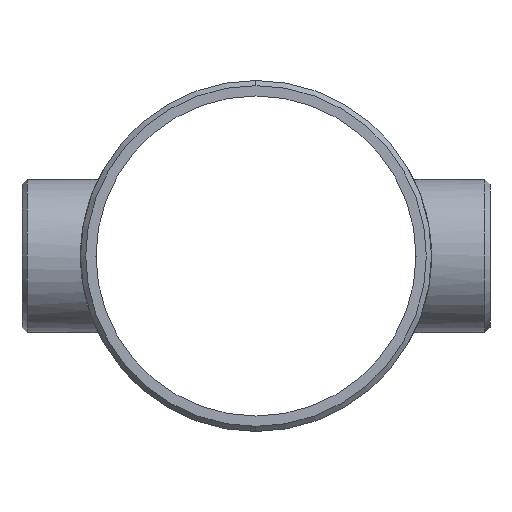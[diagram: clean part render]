
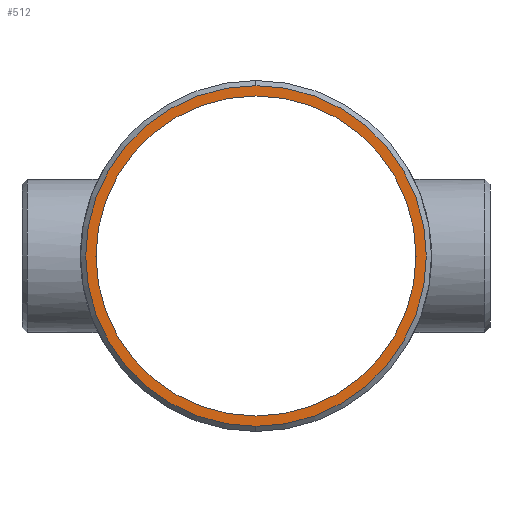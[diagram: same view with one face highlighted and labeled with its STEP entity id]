
A CAD part, left-side view. The second image highlights one B-rep face of the part: STEP entity #512.
In plain terms, the highlighted planar face has unit normal (-1, 0, 0).
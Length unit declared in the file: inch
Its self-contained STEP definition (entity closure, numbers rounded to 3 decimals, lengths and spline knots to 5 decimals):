
#59 = ORIENTED_EDGE ( 'NONE', *, *, #819, .T. ) ;
#142 = AXIS2_PLACEMENT_3D ( 'NONE', #869, #1078, #775 ) ;
#238 = DIRECTION ( 'NONE',  ( 0., 0., 1. ) ) ;
#240 = ORIENTED_EDGE ( 'NONE', *, *, #613, .T. ) ;
#364 = EDGE_CURVE ( 'NONE', #719, #1026, #1019, .T. ) ;
#381 = ORIENTED_EDGE ( 'NONE', *, *, #364, .T. ) ;
#422 = CARTESIAN_POINT ( 'NONE',  ( -10., 0., 0. ) ) ;
#445 = EDGE_CURVE ( 'NONE', #1026, #719, #686, .T. ) ;
#475 = DIRECTION ( 'NONE',  ( 0., 0., -1. ) ) ;
#512 = ADVANCED_FACE ( 'NONE', ( #760, #1168 ), #947, .T. ) ;
#540 = VERTEX_POINT ( 'NONE', #1086 ) ;
#550 = DIRECTION ( 'NONE',  ( 1., 0., 0. ) ) ;
#584 = CARTESIAN_POINT ( 'NONE',  ( -10., 0., -5.813 ) ) ;
#604 = CARTESIAN_POINT ( 'NONE',  ( -10., 0., 0. ) ) ;
#613 = EDGE_CURVE ( 'NONE', #1054, #540, #1230, .T. ) ;
#624 = DIRECTION ( 'NONE',  ( 1., 0., 0. ) ) ;
#646 = ORIENTED_EDGE ( 'NONE', *, *, #445, .T. ) ;
#665 = CARTESIAN_POINT ( 'NONE',  ( -10., 0., 0. ) ) ;
#686 = CIRCLE ( 'NONE', #852, 5.813 ) ;
#699 = DIRECTION ( 'NONE',  ( -1., 0., 0. ) ) ;
#719 = VERTEX_POINT ( 'NONE', #1167 ) ;
#760 = FACE_OUTER_BOUND ( 'NONE', #913, .T. ) ;
#775 = DIRECTION ( 'NONE',  ( 0., 0., 1. ) ) ;
#819 = EDGE_CURVE ( 'NONE', #540, #1054, #887, .T. ) ;
#852 = AXIS2_PLACEMENT_3D ( 'NONE', #1161, #550, #1270 ) ;
#864 = DIRECTION ( 'NONE',  ( -1., 0., 0. ) ) ;
#869 = CARTESIAN_POINT ( 'NONE',  ( -10., 0., 0. ) ) ;
#887 = CIRCLE ( 'NONE', #142, 6.18767 ) ;
#913 = EDGE_LOOP ( 'NONE', ( #240, #59 ) ) ;
#947 = PLANE ( 'NONE',  #1060 ) ;
#990 = AXIS2_PLACEMENT_3D ( 'NONE', #604, #699, #1103 ) ;
#1019 = CIRCLE ( 'NONE', #1197, 5.813 ) ;
#1026 = VERTEX_POINT ( 'NONE', #584 ) ;
#1054 = VERTEX_POINT ( 'NONE', #1286 ) ;
#1060 = AXIS2_PLACEMENT_3D ( 'NONE', #665, #864, #475 ) ;
#1078 = DIRECTION ( 'NONE',  ( -1., 0., 0. ) ) ;
#1086 = CARTESIAN_POINT ( 'NONE',  ( -10., 0., 6.18767 ) ) ;
#1103 = DIRECTION ( 'NONE',  ( 0., 0., 1. ) ) ;
#1139 = EDGE_LOOP ( 'NONE', ( #381, #646 ) ) ;
#1161 = CARTESIAN_POINT ( 'NONE',  ( -10., 0., 0. ) ) ;
#1167 = CARTESIAN_POINT ( 'NONE',  ( -10., 0., 5.813 ) ) ;
#1168 = FACE_BOUND ( 'NONE', #1139, .T. ) ;
#1197 = AXIS2_PLACEMENT_3D ( 'NONE', #422, #624, #238 ) ;
#1230 = CIRCLE ( 'NONE', #990, 6.18767 ) ;
#1270 = DIRECTION ( 'NONE',  ( 0., 0., 1. ) ) ;
#1286 = CARTESIAN_POINT ( 'NONE',  ( -10., 0., -6.18767 ) ) ;
